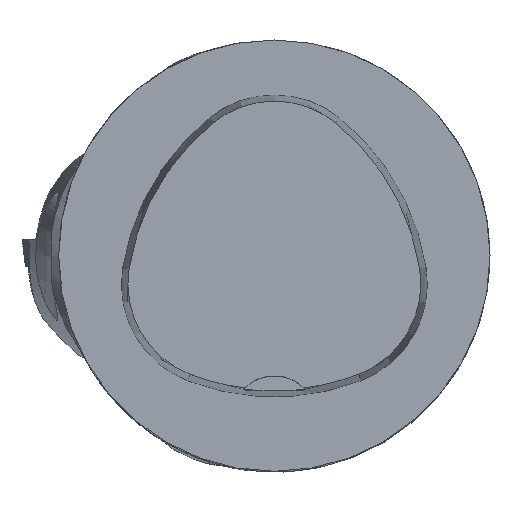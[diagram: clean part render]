
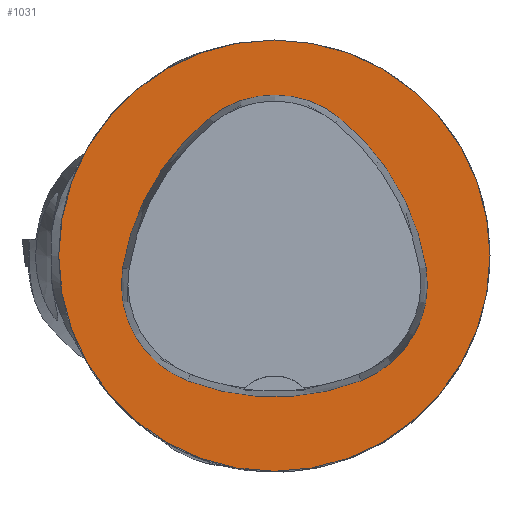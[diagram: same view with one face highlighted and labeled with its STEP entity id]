
A CAD part, top view. The second image highlights one B-rep face of the part: STEP entity #1031.
In plain terms, the highlighted planar face has unit normal (0, 0, 1).
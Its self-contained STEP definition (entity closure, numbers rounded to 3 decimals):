
#307=FACE_BOUND('',#1736,.T.);
#308=FACE_BOUND('',#1737,.T.);
#691=PLANE('',#6758);
#1031=ADVANCED_FACE('',(#307,#308),#691,.T.);
#1736=EDGE_LOOP('',(#2247,#2248,#2249,#2250,#2251,#2252));
#1737=EDGE_LOOP('',(#2253));
#2247=ORIENTED_EDGE('',*,*,#4722,.T.);
#2248=ORIENTED_EDGE('',*,*,#4702,.T.);
#2249=ORIENTED_EDGE('',*,*,#4706,.T.);
#2250=ORIENTED_EDGE('',*,*,#4709,.T.);
#2251=ORIENTED_EDGE('',*,*,#4712,.T.);
#2252=ORIENTED_EDGE('',*,*,#4720,.T.);
#2253=ORIENTED_EDGE('',*,*,#4671,.F.);
#4035=VERTEX_POINT('',#9083);
#4066=VERTEX_POINT('',#9237);
#4067=VERTEX_POINT('',#9238);
#4070=VERTEX_POINT('',#9246);
#4072=VERTEX_POINT('',#9252);
#4074=VERTEX_POINT('',#9258);
#4081=VERTEX_POINT('',#9279);
#4671=EDGE_CURVE('',#4035,#4035,#5571,.T.);
#4702=EDGE_CURVE('',#4066,#4067,#5574,.T.);
#4706=EDGE_CURVE('',#4067,#4070,#5576,.T.);
#4709=EDGE_CURVE('',#4070,#4072,#5578,.T.);
#4712=EDGE_CURVE('',#4072,#4074,#5580,.T.);
#4720=EDGE_CURVE('',#4074,#4081,#5584,.T.);
#4722=EDGE_CURVE('',#4081,#4066,#5586,.T.);
#5571=CIRCLE('',#6719,25.);
#5574=CIRCLE('',#6736,28.);
#5576=CIRCLE('',#6739,12.);
#5578=CIRCLE('',#6742,28.);
#5580=CIRCLE('',#6745,12.);
#5584=CIRCLE('',#6750,28.);
#5586=CIRCLE('',#6753,12.);
#6719=AXIS2_PLACEMENT_3D('',#9082,#7404,#7405);
#6736=AXIS2_PLACEMENT_3D('',#9236,#7450,#7451);
#6739=AXIS2_PLACEMENT_3D('',#9245,#7458,#7459);
#6742=AXIS2_PLACEMENT_3D('',#9251,#7465,#7466);
#6745=AXIS2_PLACEMENT_3D('',#9257,#7472,#7473);
#6750=AXIS2_PLACEMENT_3D('',#9280,#7484,#7485);
#6753=AXIS2_PLACEMENT_3D('',#9283,#7490,#7491);
#6758=AXIS2_PLACEMENT_3D('',#9288,#7500,#7501);
#7404=DIRECTION('',(0.,0.,-1.));
#7405=DIRECTION('',(-1.,0.,0.));
#7450=DIRECTION('',(0.,0.,-1.));
#7451=DIRECTION('',(-1.,0.,0.));
#7458=DIRECTION('',(0.,0.,-1.));
#7459=DIRECTION('',(-1.,0.,0.));
#7465=DIRECTION('',(0.,0.,-1.));
#7466=DIRECTION('',(-1.,0.,0.));
#7472=DIRECTION('',(0.,0.,-1.));
#7473=DIRECTION('',(-1.,0.,0.));
#7484=DIRECTION('',(0.,0.,-1.));
#7485=DIRECTION('',(-1.,0.,0.));
#7490=DIRECTION('',(0.,0.,-1.));
#7491=DIRECTION('',(-1.,0.,0.));
#7500=DIRECTION('',(0.,0.,1.));
#7501=DIRECTION('',(1.,0.,0.));
#9082=CARTESIAN_POINT('',(0.,0.,0.));
#9083=CARTESIAN_POINT('',(-25.,0.,0.));
#9236=CARTESIAN_POINT('',(10.068,-5.824,0.));
#9237=CARTESIAN_POINT('',(-17.584,-1.424,0.));
#9238=CARTESIAN_POINT('',(-7.531,15.953,0.));
#9245=CARTESIAN_POINT('',(0.011,6.62,0.));
#9246=CARTESIAN_POINT('',(7.567,15.942,0.));
#9251=CARTESIAN_POINT('',(-10.063,-5.81,0.));
#9252=CARTESIAN_POINT('',(17.59,-1.418,0.));
#9257=CARTESIAN_POINT('',(5.739,-3.3,0.));
#9258=CARTESIAN_POINT('',(10.05,-14.499,0.));
#9279=CARTESIAN_POINT('',(-10.025,-14.516,0.));
#9280=CARTESIAN_POINT('',(-0.01,11.631,0.));
#9283=CARTESIAN_POINT('',(-5.733,-3.31,0.));
#9288=CARTESIAN_POINT('',(0.,0.,0.));
